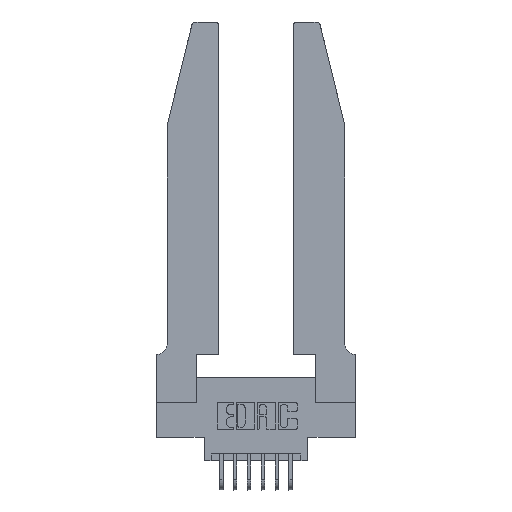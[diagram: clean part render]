
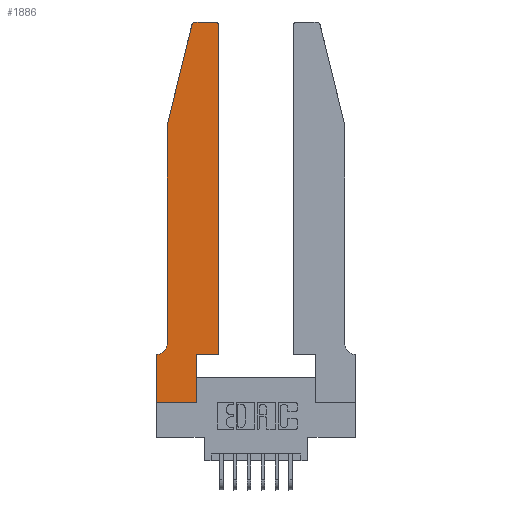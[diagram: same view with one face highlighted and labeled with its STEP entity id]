
A CAD part, top view. The second image highlights one B-rep face of the part: STEP entity #1886.
In plain terms, the highlighted planar face has unit normal (0, 0, 1).
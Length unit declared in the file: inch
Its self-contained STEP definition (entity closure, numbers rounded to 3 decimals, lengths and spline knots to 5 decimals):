
#71 = CARTESIAN_POINT ( 'NONE',  ( 0., 0., 0.37 ) ) ;
#80 = EDGE_CURVE ( 'NONE', #15056, #9605, #2433, .T. ) ;
#84 = EDGE_CURVE ( 'NONE', #9397, #3405, #9043, .T. ) ;
#99 = EDGE_LOOP ( 'NONE', ( #5146, #8742, #13288, #7430, #3201, #10629, #6583, #12402, #1035, #14903, #2897, #11873 ) ) ;
#870 = VERTEX_POINT ( 'NONE', #15314 ) ;
#923 = CARTESIAN_POINT ( 'NONE',  ( 0.0755, 0.42, 0.37 ) ) ;
#1035 = ORIENTED_EDGE ( 'NONE', *, *, #9579, .T. ) ;
#1181 = CARTESIAN_POINT ( 'NONE',  ( 0.0055, 0.42, 0.37 ) ) ;
#1589 = LINE ( 'NONE', #3075, #14323 ) ;
#1635 = DIRECTION ( 'NONE',  ( 1., 0., 0. ) ) ;
#1886 = ADVANCED_FACE ( 'NONE', ( #9388 ), #3791, .T. ) ;
#2243 = VECTOR ( 'NONE', #11935, 39.37008 ) ;
#2298 = CARTESIAN_POINT ( 'NONE',  ( 0.284, 2.75, 0.37 ) ) ;
#2433 = LINE ( 'NONE', #71, #11860 ) ;
#2587 = DIRECTION ( 'NONE',  ( -1., 0., 0. ) ) ;
#2897 = ORIENTED_EDGE ( 'NONE', *, *, #12350, .T. ) ;
#2988 = DIRECTION ( 'NONE',  ( 1., 0., 0. ) ) ;
#3075 = CARTESIAN_POINT ( 'NONE',  ( 0.2605, 2.75, 0.37 ) ) ;
#3160 = DIRECTION ( 'NONE',  ( 0., -1., 0. ) ) ;
#3201 = ORIENTED_EDGE ( 'NONE', *, *, #9782, .T. ) ;
#3312 = LINE ( 'NONE', #4582, #15799 ) ;
#3326 = VECTOR ( 'NONE', #3160, 39.37008 ) ;
#3405 = VERTEX_POINT ( 'NONE', #7621 ) ;
#3710 = CIRCLE ( 'NONE', #11913, 0.03 ) ;
#3791 = PLANE ( 'NONE',  #10327 ) ;
#4141 = VERTEX_POINT ( 'NONE', #2298 ) ;
#4168 = DIRECTION ( 'NONE',  ( 0., 0., 1. ) ) ;
#4417 = DIRECTION ( 'NONE',  ( -1., 0., 0. ) ) ;
#4582 = CARTESIAN_POINT ( 'NONE',  ( 0.0755, 2., 0.37 ) ) ;
#4865 = CARTESIAN_POINT ( 'NONE',  ( 0.0755, 2., 0.37 ) ) ;
#4959 = CARTESIAN_POINT ( 'NONE',  ( 0., 0.35, 0.37 ) ) ;
#5008 = VECTOR ( 'NONE', #6775, 39.37008 ) ;
#5146 = ORIENTED_EDGE ( 'NONE', *, *, #9385, .T. ) ;
#5387 = LINE ( 'NONE', #7944, #5008 ) ;
#5526 = DIRECTION ( 'NONE',  ( 0., 0., 1. ) ) ;
#5841 = VECTOR ( 'NONE', #2988, 39.37008 ) ;
#5857 = CIRCLE ( 'NONE', #10902, 0.07 ) ;
#6081 = CARTESIAN_POINT ( 'NONE',  ( 0., 0., 0.37 ) ) ;
#6549 = AXIS2_PLACEMENT_3D ( 'NONE', #6736, #15135, #7953 ) ;
#6583 = ORIENTED_EDGE ( 'NONE', *, *, #12015, .T. ) ;
#6736 = CARTESIAN_POINT ( 'NONE',  ( 0.284, 2.72, 0.37 ) ) ;
#6771 = CARTESIAN_POINT ( 'NONE',  ( 0.4505, 2.72, 0.37 ) ) ;
#6775 = DIRECTION ( 'NONE',  ( 0., -1., 0. ) ) ;
#7017 = VECTOR ( 'NONE', #15770, 39.37008 ) ;
#7088 = VERTEX_POINT ( 'NONE', #923 ) ;
#7125 = EDGE_CURVE ( 'NONE', #15231, #13788, #13422, .T. ) ;
#7373 = CARTESIAN_POINT ( 'NONE',  ( 0.0755, 0.35, 0.37 ) ) ;
#7430 = ORIENTED_EDGE ( 'NONE', *, *, #15842, .T. ) ;
#7444 = EDGE_CURVE ( 'NONE', #4141, #870, #8536, .T. ) ;
#7621 = CARTESIAN_POINT ( 'NONE',  ( 0.4505, 0.35, 0.37 ) ) ;
#7944 = CARTESIAN_POINT ( 'NONE',  ( 0.0755, 2., 0.37 ) ) ;
#7953 = DIRECTION ( 'NONE',  ( 1., 0., 0. ) ) ;
#8200 = DIRECTION ( 'NONE',  ( -0.239, -0.971, 0. ) ) ;
#8536 = CIRCLE ( 'NONE', #6549, 0.03 ) ;
#8742 = ORIENTED_EDGE ( 'NONE', *, *, #7444, .T. ) ;
#8851 = CARTESIAN_POINT ( 'NONE',  ( 0.4505, 0.35, 0.37 ) ) ;
#9043 = LINE ( 'NONE', #9855, #5841 ) ;
#9286 = CARTESIAN_POINT ( 'NONE',  ( 0., 0., 0.37 ) ) ;
#9385 = EDGE_CURVE ( 'NONE', #9846, #4141, #1589, .T. ) ;
#9388 = FACE_OUTER_BOUND ( 'NONE', #99, .T. ) ;
#9397 = VERTEX_POINT ( 'NONE', #11617 ) ;
#9511 = CARTESIAN_POINT ( 'NONE',  ( 0.2865, 0.35, 0.37 ) ) ;
#9579 = EDGE_CURVE ( 'NONE', #9605, #9397, #14872, .T. ) ;
#9605 = VERTEX_POINT ( 'NONE', #10811 ) ;
#9782 = EDGE_CURVE ( 'NONE', #7088, #15231, #5857, .T. ) ;
#9819 = LINE ( 'NONE', #9286, #3326 ) ;
#9846 = VERTEX_POINT ( 'NONE', #12489 ) ;
#9855 = CARTESIAN_POINT ( 'NONE',  ( 0.4505, 0.35, 0.37 ) ) ;
#9959 = DIRECTION ( 'NONE',  ( 0., 0., -1. ) ) ;
#10035 = DIRECTION ( 'NONE',  ( 0., 1., 0. ) ) ;
#10327 = AXIS2_PLACEMENT_3D ( 'NONE', #4959, #5526, #11579 ) ;
#10629 = ORIENTED_EDGE ( 'NONE', *, *, #7125, .T. ) ;
#10811 = CARTESIAN_POINT ( 'NONE',  ( 0.2865, 0., 0.37 ) ) ;
#10902 = AXIS2_PLACEMENT_3D ( 'NONE', #1181, #9959, #2587 ) ;
#11312 = VECTOR ( 'NONE', #10035, 39.37008 ) ;
#11389 = CARTESIAN_POINT ( 'NONE',  ( 0.4205, 2.72, 0.37 ) ) ;
#11579 = DIRECTION ( 'NONE',  ( 1., 0., 0. ) ) ;
#11617 = CARTESIAN_POINT ( 'NONE',  ( 0.2865, 0.35, 0.37 ) ) ;
#11860 = VECTOR ( 'NONE', #1635, 39.37008 ) ;
#11873 = ORIENTED_EDGE ( 'NONE', *, *, #12913, .T. ) ;
#11913 = AXIS2_PLACEMENT_3D ( 'NONE', #11389, #4168, #12590 ) ;
#11935 = DIRECTION ( 'NONE',  ( 0., 1., 0. ) ) ;
#12015 = EDGE_CURVE ( 'NONE', #13788, #15056, #9819, .T. ) ;
#12109 = CARTESIAN_POINT ( 'NONE',  ( 0., 0.35, 0.37 ) ) ;
#12350 = EDGE_CURVE ( 'NONE', #3405, #14114, #14500, .T. ) ;
#12402 = ORIENTED_EDGE ( 'NONE', *, *, #80, .T. ) ;
#12435 = CARTESIAN_POINT ( 'NONE',  ( 0.0055, 0.35, 0.37 ) ) ;
#12489 = CARTESIAN_POINT ( 'NONE',  ( 0.4205, 2.75, 0.37 ) ) ;
#12499 = EDGE_CURVE ( 'NONE', #870, #15451, #3312, .T. ) ;
#12590 = DIRECTION ( 'NONE',  ( 1., 0., 0. ) ) ;
#12913 = EDGE_CURVE ( 'NONE', #14114, #9846, #3710, .T. ) ;
#13288 = ORIENTED_EDGE ( 'NONE', *, *, #12499, .T. ) ;
#13422 = LINE ( 'NONE', #7373, #7017 ) ;
#13788 = VERTEX_POINT ( 'NONE', #12109 ) ;
#14114 = VERTEX_POINT ( 'NONE', #6771 ) ;
#14323 = VECTOR ( 'NONE', #4417, 39.37008 ) ;
#14500 = LINE ( 'NONE', #8851, #11312 ) ;
#14872 = LINE ( 'NONE', #9511, #2243 ) ;
#14903 = ORIENTED_EDGE ( 'NONE', *, *, #84, .T. ) ;
#15056 = VERTEX_POINT ( 'NONE', #6081 ) ;
#15135 = DIRECTION ( 'NONE',  ( 0., 0., 1. ) ) ;
#15231 = VERTEX_POINT ( 'NONE', #12435 ) ;
#15314 = CARTESIAN_POINT ( 'NONE',  ( 0.25487, 2.72718, 0.37 ) ) ;
#15451 = VERTEX_POINT ( 'NONE', #4865 ) ;
#15770 = DIRECTION ( 'NONE',  ( -1., 0., 0. ) ) ;
#15799 = VECTOR ( 'NONE', #8200, 39.37008 ) ;
#15842 = EDGE_CURVE ( 'NONE', #15451, #7088, #5387, .T. ) ;
